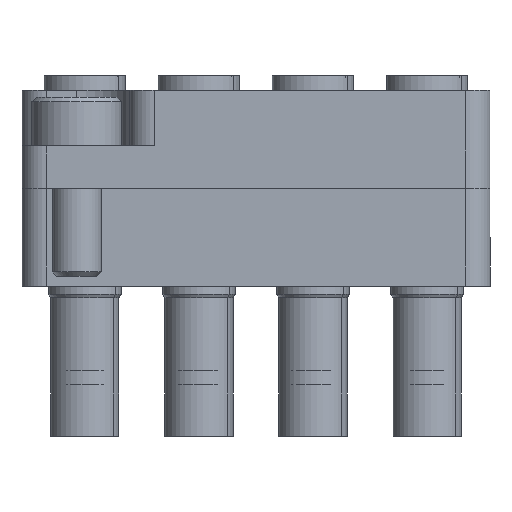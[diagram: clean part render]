
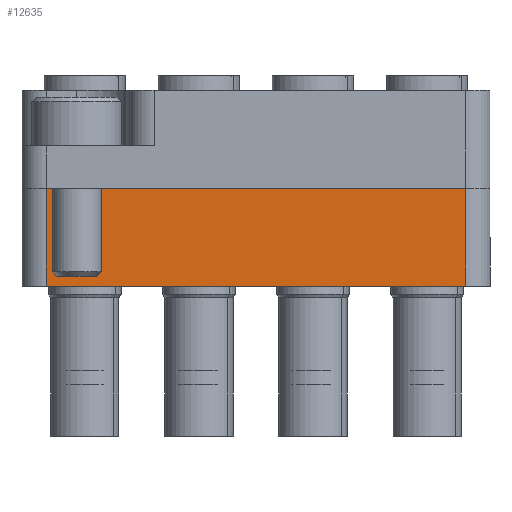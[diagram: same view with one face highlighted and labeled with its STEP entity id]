
A CAD part, front view. The second image highlights one B-rep face of the part: STEP entity #12635.
In plain terms, the highlighted face is planar.
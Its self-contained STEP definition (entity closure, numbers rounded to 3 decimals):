
#979 = ORIENTED_EDGE ( 'NONE', *, *, #9670, .T. ) ;
#1457 = CARTESIAN_POINT ( 'NONE',  ( 22., 0., 12.85 ) ) ;
#1585 = CARTESIAN_POINT ( 'NONE',  ( 22., -6., 14.35 ) ) ;
#1685 = LINE ( 'NONE', #1585, #13523 ) ;
#1799 = VERTEX_POINT ( 'NONE', #14780 ) ;
#1833 = EDGE_LOOP ( 'NONE', ( #19715, #7117, #13420, #979 ) ) ;
#2468 = CARTESIAN_POINT ( 'NONE',  ( 22., 0., -12.85 ) ) ;
#2633 = DIRECTION ( 'NONE',  ( -1., 0., 0. ) ) ;
#2711 = VECTOR ( 'NONE', #8644, 1000. ) ;
#4201 = PLANE ( 'NONE',  #11297 ) ;
#4934 = LINE ( 'NONE', #19510, #15686 ) ;
#5110 = VECTOR ( 'NONE', #11290, 1000. ) ;
#7117 = ORIENTED_EDGE ( 'NONE', *, *, #18015, .T. ) ;
#8186 = DIRECTION ( 'NONE',  ( 0., 0., 1. ) ) ;
#8644 = DIRECTION ( 'NONE',  ( 0., 1., 0. ) ) ;
#8769 = VERTEX_POINT ( 'NONE', #9262 ) ;
#9018 = DIRECTION ( 'NONE',  ( 0., 0., 1. ) ) ;
#9262 = CARTESIAN_POINT ( 'NONE',  ( 22., 0., -12.85 ) ) ;
#9670 = EDGE_CURVE ( 'NONE', #11745, #1799, #19140, .T. ) ;
#9764 = CARTESIAN_POINT ( 'NONE',  ( 22., -6., -12.85 ) ) ;
#9818 = CARTESIAN_POINT ( 'NONE',  ( 22., -6., 12.85 ) ) ;
#11290 = DIRECTION ( 'NONE',  ( 0., -1., 0. ) ) ;
#11297 = AXIS2_PLACEMENT_3D ( 'NONE', #20335, #2633, #9018 ) ;
#11386 = EDGE_CURVE ( 'NONE', #8769, #11745, #4934, .T. ) ;
#11566 = DIRECTION ( 'NONE',  ( 0., 0., 1. ) ) ;
#11745 = VERTEX_POINT ( 'NONE', #1457 ) ;
#12635 = ADVANCED_FACE ( 'NONE', ( #16992 ), #4201, .F. ) ;
#12873 = VERTEX_POINT ( 'NONE', #9764 ) ;
#13420 = ORIENTED_EDGE ( 'NONE', *, *, #11386, .T. ) ;
#13523 = VECTOR ( 'NONE', #8186, 1000. ) ;
#14121 = EDGE_CURVE ( 'NONE', #12873, #1799, #1685, .T. ) ;
#14780 = CARTESIAN_POINT ( 'NONE',  ( 22., -6., 12.85 ) ) ;
#14838 = LINE ( 'NONE', #2468, #2711 ) ;
#15686 = VECTOR ( 'NONE', #11566, 1000. ) ;
#16992 = FACE_OUTER_BOUND ( 'NONE', #1833, .T. ) ;
#18015 = EDGE_CURVE ( 'NONE', #12873, #8769, #14838, .T. ) ;
#19140 = LINE ( 'NONE', #9818, #5110 ) ;
#19510 = CARTESIAN_POINT ( 'NONE',  ( 22., 0., 14.35 ) ) ;
#19715 = ORIENTED_EDGE ( 'NONE', *, *, #14121, .F. ) ;
#20335 = CARTESIAN_POINT ( 'NONE',  ( 22., -6., 14.35 ) ) ;
